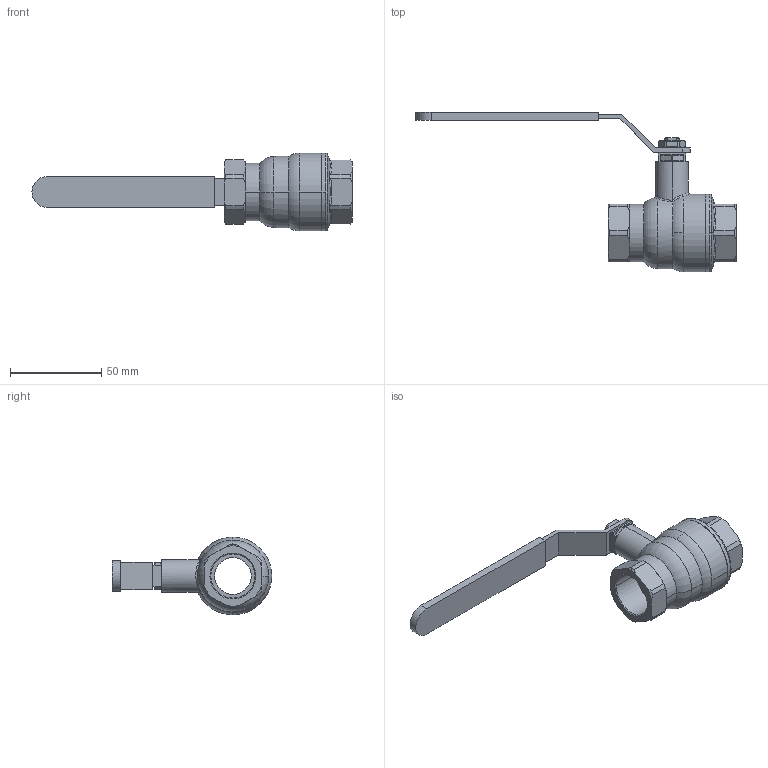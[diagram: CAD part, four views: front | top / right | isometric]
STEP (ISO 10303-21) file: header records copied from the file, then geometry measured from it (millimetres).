
FILE_DESCRIPTION(('CoCreate Modeling STEP Export'),'2;1');
FILE_NAME('900-3_4-STEP-KUNDE.stp','2014-10-23T15:20:39',(''),(''),'CoCreate Modeling STEP processor for AP214 (Solid Model)','CoCreate Modeling 16.50A 01-Dec-2009 (C) Parametric Technology GmbH','');
FILE_SCHEMA(('AUTOMOTIVE_DESIGN { 1 0 10303 214 1 1 1 1 }'));
Length unit declared in the file: millimetre
Products named in the file (8): Ummantelung_020-025; Hebel_020-025; Mutterhalteplatte_M8; M8-niedrig; 8.103.020; Assem1; 900-05
Assembly tree (8 placements, depth 4):
  900-05
    Assem1
      8.103.020
      M8-niedrig  x2
      Mutterhalteplatte_M8
      Hebel_020-025
        Hebel_020-025
        Ummantelung_020-025
Bounding box: 175 x 87.25 x 42.5 mm (x, y, z)
Volume: 64861.3 mm3; surface area: 30685 mm2
Topology: 6 solids, 6 shells, 223 faces, 607 edges, 402 vertices
Faces by surface type: plane 112, cylinder 52, cone 40, bspline 12, torus 7
Entity records: 8979 total; most frequent: CARTESIAN_POINT 2833, ORIENTED_EDGE 1030, DIRECTION 800, EDGE_CURVE 515, VERTEX_POINT 340, AXIS2_PLACEMENT_3D 273, VECTOR 254, LINE 254
